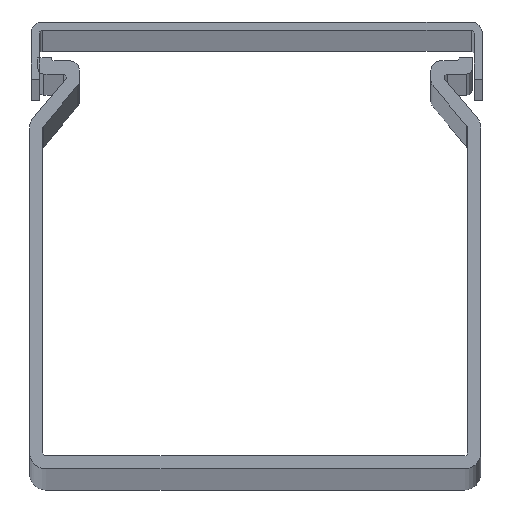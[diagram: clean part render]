
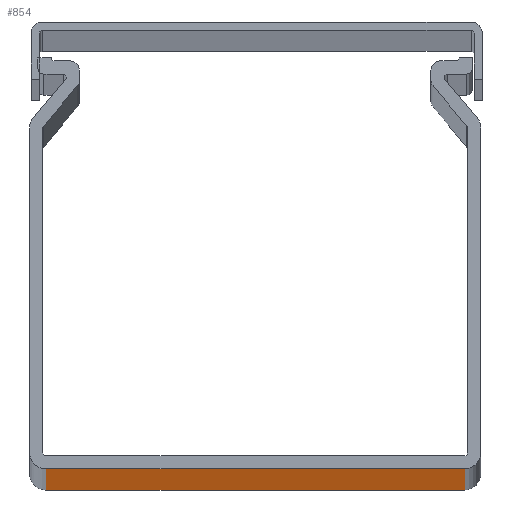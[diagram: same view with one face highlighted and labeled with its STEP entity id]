
A CAD part, top view. The second image highlights one B-rep face of the part: STEP entity #854.
In plain terms, the highlighted planar face has unit normal (0, -1, 0).
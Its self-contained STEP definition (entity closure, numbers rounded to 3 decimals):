
#28 = VECTOR ( 'NONE', #1695, 1000. ) ;
#147 = VERTEX_POINT ( 'NONE', #337 ) ;
#258 = ORIENTED_EDGE ( 'NONE', *, *, #1148, .F. ) ;
#308 = VERTEX_POINT ( 'NONE', #349 ) ;
#337 = CARTESIAN_POINT ( 'NONE',  ( -35.45, -50.8, -2000.007 ) ) ;
#349 = CARTESIAN_POINT ( 'NONE',  ( 34.15, -50.8, -0.007 ) ) ;
#709 = LINE ( 'NONE', #960, #1256 ) ;
#738 = EDGE_LOOP ( 'NONE', ( #2225, #1211, #258, #1747 ) ) ;
#809 = EDGE_CURVE ( 'NONE', #2181, #308, #709, .T. ) ;
#843 = CARTESIAN_POINT ( 'NONE',  ( 34.15, -50.8, -325.007 ) ) ;
#854 = ADVANCED_FACE ( 'NONE', ( #1319 ), #944, .T. ) ;
#857 = DIRECTION ( 'NONE',  ( 0., 0., -1. ) ) ;
#944 = PLANE ( 'NONE',  #2301 ) ;
#960 = CARTESIAN_POINT ( 'NONE',  ( 12.65, -50.8, -0.007 ) ) ;
#968 = DIRECTION ( 'NONE',  ( 1., 0., 0. ) ) ;
#1032 = DIRECTION ( 'NONE',  ( 0., -1., 0. ) ) ;
#1148 = EDGE_CURVE ( 'NONE', #308, #1950, #2089, .T. ) ;
#1211 = ORIENTED_EDGE ( 'NONE', *, *, #2522, .T. ) ;
#1256 = VECTOR ( 'NONE', #968, 1000. ) ;
#1282 = CARTESIAN_POINT ( 'NONE',  ( -9.85, -50.8, -25. ) ) ;
#1319 = FACE_OUTER_BOUND ( 'NONE', #738, .T. ) ;
#1520 = VECTOR ( 'NONE', #857, 1000. ) ;
#1695 = DIRECTION ( 'NONE',  ( 0., 0., -1. ) ) ;
#1747 = ORIENTED_EDGE ( 'NONE', *, *, #809, .F. ) ;
#1780 = VECTOR ( 'NONE', #2285, 1000. ) ;
#1950 = VERTEX_POINT ( 'NONE', #2162 ) ;
#1961 = CARTESIAN_POINT ( 'NONE',  ( -35.45, -50.8, -25. ) ) ;
#2089 = LINE ( 'NONE', #843, #1520 ) ;
#2114 = DIRECTION ( 'NONE',  ( 0., 0., -1. ) ) ;
#2134 = LINE ( 'NONE', #1961, #28 ) ;
#2162 = CARTESIAN_POINT ( 'NONE',  ( 34.15, -50.8, -2000.007 ) ) ;
#2181 = VERTEX_POINT ( 'NONE', #2368 ) ;
#2212 = CARTESIAN_POINT ( 'NONE',  ( -35.45, -50.8, -2000.007 ) ) ;
#2225 = ORIENTED_EDGE ( 'NONE', *, *, #2542, .T. ) ;
#2285 = DIRECTION ( 'NONE',  ( 1., 0., 0. ) ) ;
#2301 = AXIS2_PLACEMENT_3D ( 'NONE', #1282, #1032, #2114 ) ;
#2368 = CARTESIAN_POINT ( 'NONE',  ( -35.45, -50.8, -0.007 ) ) ;
#2522 = EDGE_CURVE ( 'NONE', #147, #1950, #2613, .T. ) ;
#2542 = EDGE_CURVE ( 'NONE', #2181, #147, #2134, .T. ) ;
#2613 = LINE ( 'NONE', #2212, #1780 ) ;
